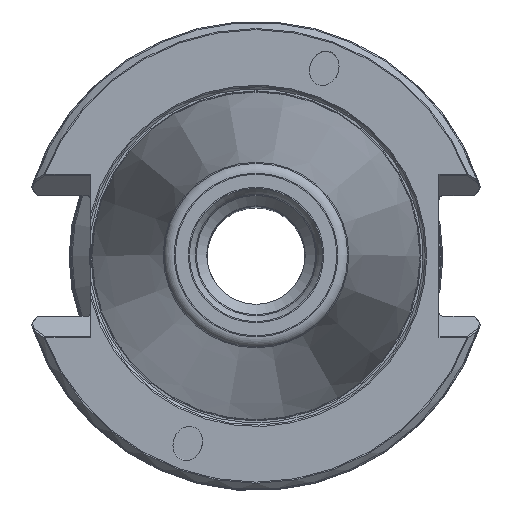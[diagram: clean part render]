
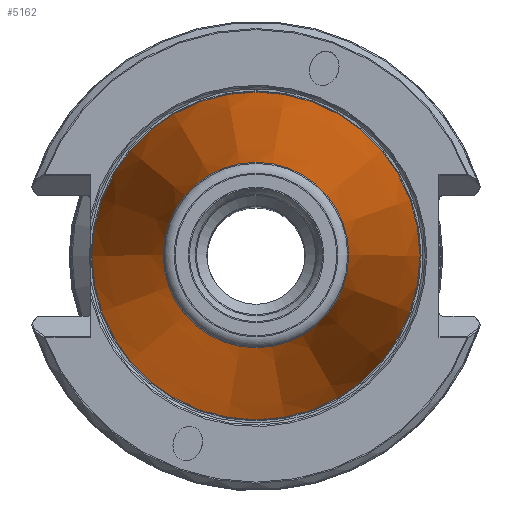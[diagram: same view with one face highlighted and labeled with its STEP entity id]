
A CAD part, top view. The second image highlights one B-rep face of the part: STEP entity #5162.
In plain terms, the highlighted conical face has half-angle 8.297 degrees and reference radius 12.415 mm.
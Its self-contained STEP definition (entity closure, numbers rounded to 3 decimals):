
#627=CONICAL_SURFACE('',#5574,12.415,0.145);
#1301=ORIENTED_EDGE('',*,*,#1975,.T.);
#1302=ORIENTED_EDGE('',*,*,#1976,.T.);
#1975=EDGE_CURVE('',#2362,#2362,#2563,.F.);
#1976=EDGE_CURVE('',#2363,#2363,#2564,.T.);
#2362=VERTEX_POINT('',#7969);
#2363=VERTEX_POINT('',#7971);
#2563=CIRCLE('',#5575,12.602);
#2564=CIRCLE('',#5576,22.302);
#2850=EDGE_LOOP('',(#1301));
#2851=EDGE_LOOP('',(#1302));
#3205=FACE_BOUND('',#2850,.T.);
#3206=FACE_BOUND('',#2851,.T.);
#5162=ADVANCED_FACE('',(#3205,#3206),#627,.T.);
#5574=AXIS2_PLACEMENT_3D('',#7967,#6481,#6482);
#5575=AXIS2_PLACEMENT_3D('',#7968,#6483,#6484);
#5576=AXIS2_PLACEMENT_3D('',#7970,#6485,#6486);
#6481=DIRECTION('',(0.,0.,-1.));
#6482=DIRECTION('',(-1.,0.,0.));
#6483=DIRECTION('',(0.,0.,1.));
#6484=DIRECTION('',(1.,0.,0.));
#6485=DIRECTION('',(0.,0.,1.));
#6486=DIRECTION('',(1.,0.,0.));
#7967=CARTESIAN_POINT('',(0.,0.,68.45));
#7968=CARTESIAN_POINT('',(0.,0.,67.166));
#7969=CARTESIAN_POINT('',(12.602,0.,67.166));
#7970=CARTESIAN_POINT('',(0.,0.,0.65));
#7971=CARTESIAN_POINT('',(22.302,0.,0.65));
